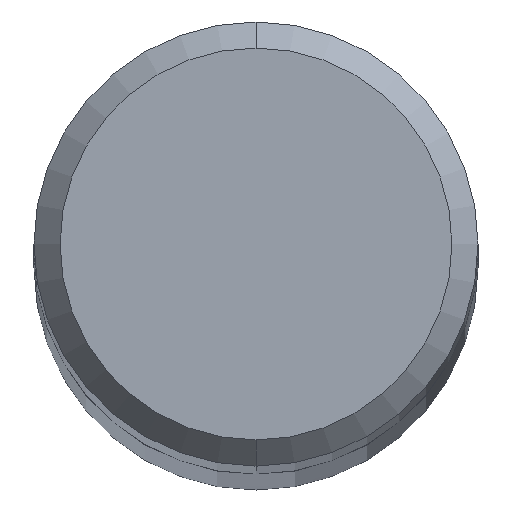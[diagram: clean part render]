
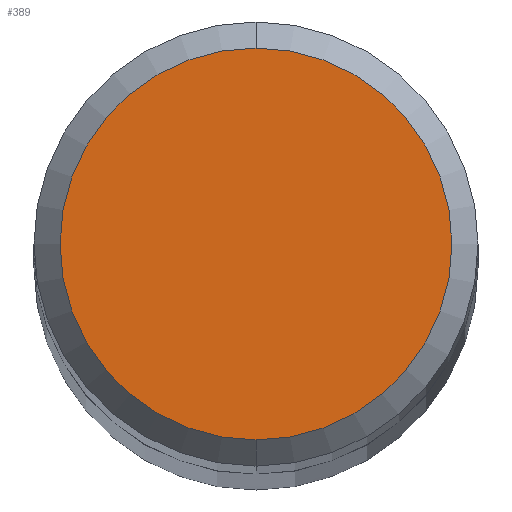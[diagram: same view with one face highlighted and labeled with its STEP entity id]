
A CAD part, top view. The second image highlights one B-rep face of the part: STEP entity #389.
In plain terms, the highlighted planar face has unit normal (0, 0, 1).
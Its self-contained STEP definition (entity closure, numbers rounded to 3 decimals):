
#209=EDGE_CURVE('',#307,#239,#488,.T.);
#239=VERTEX_POINT('',#524);
#283=EDGE_CURVE('',#239,#307,#571,.T.);
#307=VERTEX_POINT('',#596);
#389=ADVANCED_FACE('',(#687),#688,.T.);
#488=CIRCLE('',#854,3.75);
#524=CARTESIAN_POINT('',(0.0,3.75,0.0));
#571=CIRCLE('',#1040,3.75);
#596=CARTESIAN_POINT('',(0.,-3.75,0.0));
#687=FACE_OUTER_BOUND('',#1286,.T.);
#688=PLANE('',#1287);
#854=AXIS2_PLACEMENT_3D('',#1381,#1382,#1383);
#1040=AXIS2_PLACEMENT_3D('',#1469,#1470,#1471);
#1286=EDGE_LOOP('',(#1609,#1610));
#1287=AXIS2_PLACEMENT_3D('',#1611,#1612,#1613);
#1381=CARTESIAN_POINT('',(0.0,0.0,0.0));
#1382=DIRECTION('',(0.0,0.0,-1.0));
#1383=DIRECTION('',(0.0,1.0,0.0));
#1469=CARTESIAN_POINT('',(0.0,0.0,0.0));
#1470=DIRECTION('',(0.0,0.0,-1.0));
#1471=DIRECTION('',(0.0,1.0,0.0));
#1609=ORIENTED_EDGE('',*,*,#283,.F.);
#1610=ORIENTED_EDGE('',*,*,#209,.F.);
#1611=CARTESIAN_POINT('',(0.0,1.875,0.0));
#1612=DIRECTION('',(-0.0,0.0,1.0));
#1613=DIRECTION('',(0.0,-1.0,0.0));
